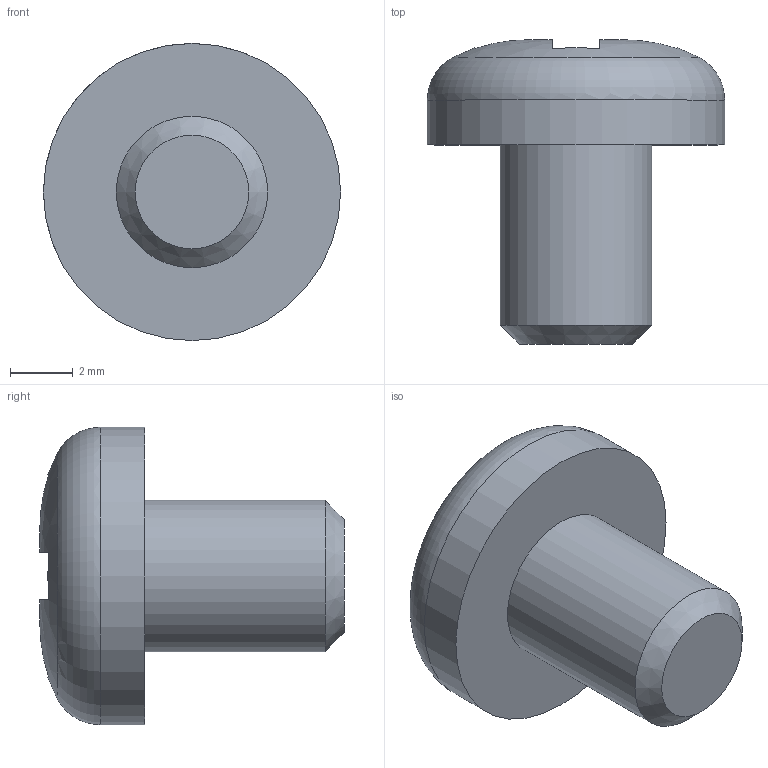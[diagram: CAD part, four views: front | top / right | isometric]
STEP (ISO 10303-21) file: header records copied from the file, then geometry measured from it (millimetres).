
FILE_DESCRIPTION((''),'2;1');
FILE_NAME('10-24 UNC x 1-4 Phillips Pan Head.ipt.step','2011-08-18T17:15:45',(''),(''),'Autodesk Inventor 2012','Autodesk Inventor 2012','');
FILE_SCHEMA(('AUTOMOTIVE_DESIGN { 1 0 10303 214 1 1 1 1 }'));
Length unit declared in the file: inch
Products named in the file (1): 10-24 UNC x 1-4 Phillips Pan Head
Bounding box: 9.47 x 9.7 x 9.47 mm (x, y, z)
Volume: 295.7 mm3; surface area: 327.7 mm2
Topology: 1 solids, 1 shells, 35 faces, 68 edges, 36 vertices
Faces by surface type: plane 26, cone 5, cylinder 2, bspline 1, torus 1
Full cylindrical faces by diameter (mm): 4.826 x1, 9.474 x1
Entity records: 938 total; most frequent: CARTESIAN_POINT 239, ORIENTED_EDGE 124, DIRECTION 122, EDGE_CURVE 62, AXIS2_PLACEMENT_3D 45, EDGE_LOOP 41, STYLED_ITEM 36, VERTEX_POINT 35
